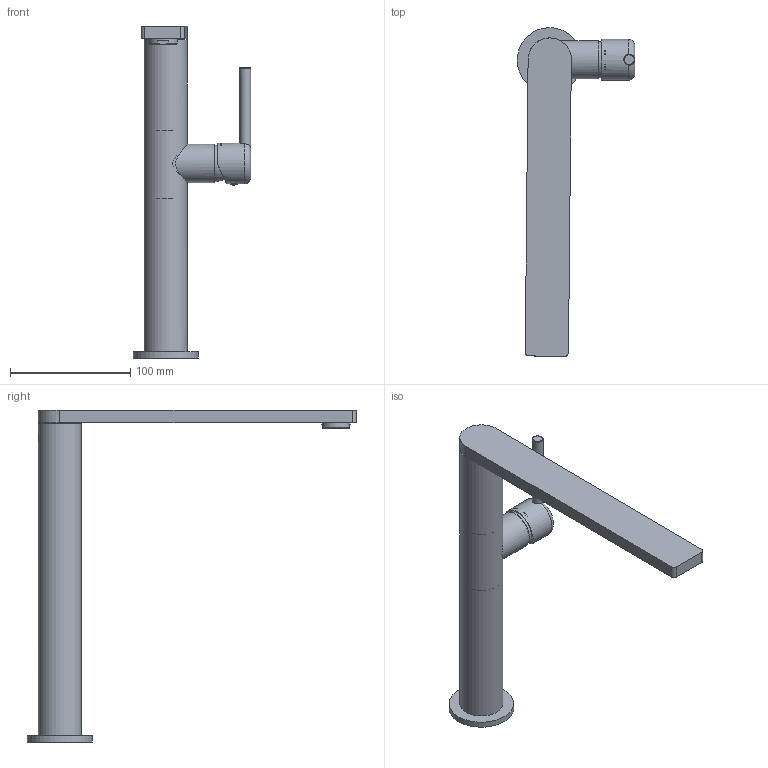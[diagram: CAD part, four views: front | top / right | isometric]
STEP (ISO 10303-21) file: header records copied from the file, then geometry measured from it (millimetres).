
FILE_DESCRIPTION (( 'STEP AP203' ), '1' );
FILE_NAME ('STEP38E303410.STEP', '2020-07-22T09:07:02', ( '' ), ( '' ), 'SwSTEP 2.0', 'SolidWorks 2018', '' );
FILE_SCHEMA (( 'CONFIG_CONTROL_DESIGN' ));
Length unit declared in the file: millimetre
Products named in the file (1): STEP38E303410
Bounding box: 97.79 x 274.12 x 276.5 mm (x, y, z)
Volume: 119822.2 mm3; surface area: 127657.7 mm2
Topology: 11 solids, 11 shells, 457 faces, 1218 edges, 809 vertices
Faces by surface type: plane 364, cylinder 60, cone 23, torus 8, bspline 1, sphere 1
Full cylindrical faces by diameter (mm): 3.8 x1, 4.2 x1, 5 x1, 5.5 x2, 7 x1, 7.5 x1, 9 x1, 16 x1, 17.1 x1, 18 x2, 19.97 x1, 20 x1, 20.1 x1, 20.88 x1, 21.1 x1, 21.5 x1, 22.5 x3, 23 x1, 23.5 x1, 23.9 x1, 24 x2, 24.5 x1, 25 x1, 25.5 x1, 26 x1, 26.1 x1, 26.9 x1, 28 x2, 29.945 x1, 30.5 x2
Entity records: 14786 total; most frequent: CARTESIAN_POINT 4099, ORIENTED_EDGE 2218, DIRECTION 1854, EDGE_CURVE 1109, VERTEX_POINT 783, EDGE_LOOP 680, LINE 642, VECTOR 642
